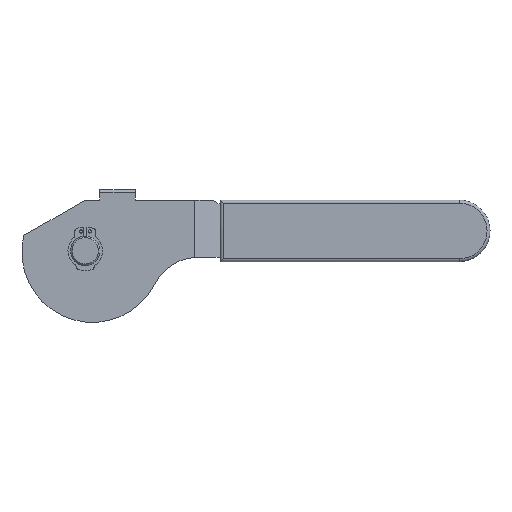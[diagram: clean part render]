
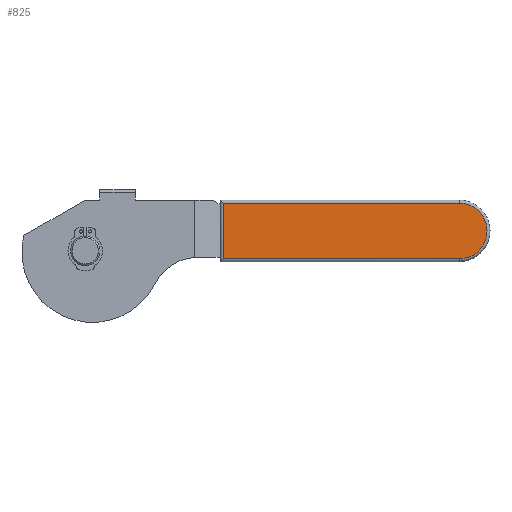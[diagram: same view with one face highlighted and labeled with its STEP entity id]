
A CAD part, front view. The second image highlights one B-rep face of the part: STEP entity #825.
In plain terms, the highlighted planar face has unit normal (0, -1, 0).
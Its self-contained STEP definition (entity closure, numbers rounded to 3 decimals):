
#705=VERTEX_POINT('',#1926);
#825=ADVANCED_FACE('',(#2060),#2061,.F.);
#1157=EDGE_CURVE('',#1321,#1623,#2429,.T.);
#1191=EDGE_CURVE('',#1321,#705,#2465,.T.);
#1321=VERTEX_POINT('',#2604);
#1459=VERTEX_POINT('',#2754);
#1617=EDGE_CURVE('',#1623,#1459,#2927,.T.);
#1623=VERTEX_POINT('',#2933);
#1669=EDGE_CURVE('',#705,#1459,#2986,.T.);
#1926=CARTESIAN_POINT('',(127.5,-5.,16.321));
#2060=FACE_OUTER_BOUND('',#3460,.T.);
#2061=PLANE('',#3461);
#2429=LINE('',#3961,#3962);
#2465=CIRCLE('',#4010,9.5);
#2604=CARTESIAN_POINT('',(127.5,-5.,-2.679));
#2754=CARTESIAN_POINT('',(47.,-5.,16.321));
#2927=LINE('',#4636,#4637);
#2933=CARTESIAN_POINT('',(47.,-5.0,-2.679));
#2986=LINE('',#4715,#4716);
#3460=EDGE_LOOP('',(#5250,#5251,#5252,#5253));
#3461=AXIS2_PLACEMENT_3D('',#5254,#5255,#5256);
#3961=CARTESIAN_POINT('',(46.0,-5.,-2.679));
#3962=VECTOR('',#5696,1.0);
#4010=AXIS2_PLACEMENT_3D('',#5733,#5734,#5735);
#4636=CARTESIAN_POINT('',(47.,-5.,17.5));
#4637=VECTOR('',#6263,1.0);
#4715=CARTESIAN_POINT('',(46.0,-5.,16.321));
#4716=VECTOR('',#6342,1.0);
#5250=ORIENTED_EDGE('',*,*,#1191,.T.);
#5251=ORIENTED_EDGE('',*,*,#1669,.T.);
#5252=ORIENTED_EDGE('',*,*,#1617,.F.);
#5253=ORIENTED_EDGE('',*,*,#1157,.F.);
#5254=CARTESIAN_POINT('',(137.0,-5.,17.5));
#5255=DIRECTION('',(0.0,1.0,0.0));
#5256=DIRECTION('',(0.0,0.0,1.0));
#5696=DIRECTION('',(-1.0,0.0,0.0));
#5733=CARTESIAN_POINT('',(127.5,-5.,6.821));
#5734=DIRECTION('',(0.0,-1.0,0.0));
#5735=DIRECTION('',(0.0,0.0,1.0));
#6263=DIRECTION('',(0.0,0.0,1.0));
#6342=DIRECTION('',(-1.0,0.0,0.0));
